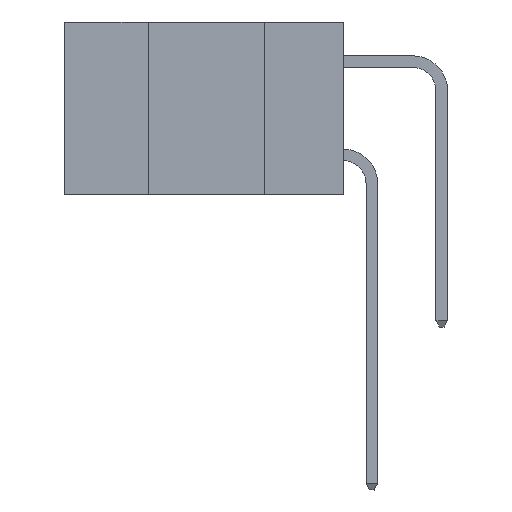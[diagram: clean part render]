
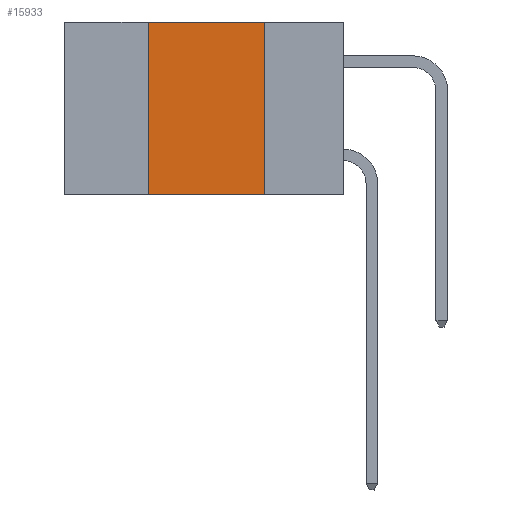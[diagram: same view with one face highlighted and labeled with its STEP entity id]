
A CAD part, left-side view. The second image highlights one B-rep face of the part: STEP entity #15933.
In plain terms, the highlighted planar face has unit normal (-1, 0, 0).
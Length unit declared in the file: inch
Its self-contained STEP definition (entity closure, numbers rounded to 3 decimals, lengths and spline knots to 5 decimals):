
#1764 = DIRECTION ( 'NONE',  ( 0., 0., 1. ) ) ;
#2265 = VECTOR ( 'NONE', #1764, 39.37008 ) ;
#4733 = EDGE_CURVE ( 'NONE', #16247, #14400, #16517, .T. ) ;
#5535 = VECTOR ( 'NONE', #10518, 39.37008 ) ;
#5732 = EDGE_CURVE ( 'NONE', #14886, #16247, #24258, .T. ) ;
#6211 = VECTOR ( 'NONE', #25341, 39.37008 ) ;
#6353 = PLANE ( 'NONE',  #17359 ) ;
#8160 = VECTOR ( 'NONE', #18618, 39.37008 ) ;
#8431 = DIRECTION ( 'NONE',  ( 0., 0., -1. ) ) ;
#10126 = CARTESIAN_POINT ( 'NONE',  ( 0., 0.42, -0.37 ) ) ;
#10140 = ORIENTED_EDGE ( 'NONE', *, *, #5732, .F. ) ;
#10180 = DIRECTION ( 'NONE',  ( 1., 0., 0. ) ) ;
#10518 = DIRECTION ( 'NONE',  ( 0., -1., 0. ) ) ;
#10650 = CARTESIAN_POINT ( 'NONE',  ( 0., 0.6, -0.37 ) ) ;
#11914 = FACE_OUTER_BOUND ( 'NONE', #12863, .T. ) ;
#12843 = EDGE_CURVE ( 'NONE', #14886, #14948, #21755, .T. ) ;
#12863 = EDGE_LOOP ( 'NONE', ( #20062, #13168, #10140, #22779 ) ) ;
#13168 = ORIENTED_EDGE ( 'NONE', *, *, #4733, .F. ) ;
#14400 = VERTEX_POINT ( 'NONE', #16048 ) ;
#14886 = VERTEX_POINT ( 'NONE', #10126 ) ;
#14948 = VERTEX_POINT ( 'NONE', #22986 ) ;
#15933 = ADVANCED_FACE ( 'NONE', ( #11914 ), #6353, .F. ) ;
#16048 = CARTESIAN_POINT ( 'NONE',  ( 0., 0.17, 0. ) ) ;
#16247 = VERTEX_POINT ( 'NONE', #18196 ) ;
#16517 = LINE ( 'NONE', #20498, #5535 ) ;
#17359 = AXIS2_PLACEMENT_3D ( 'NONE', #20744, #10180, #8431 ) ;
#18196 = CARTESIAN_POINT ( 'NONE',  ( 0., 0.42, 0. ) ) ;
#18618 = DIRECTION ( 'NONE',  ( 0., 0., -1. ) ) ;
#20062 = ORIENTED_EDGE ( 'NONE', *, *, #25561, .F. ) ;
#20498 = CARTESIAN_POINT ( 'NONE',  ( 0., 0.6, 0. ) ) ;
#20617 = CARTESIAN_POINT ( 'NONE',  ( 0., 0.17, 0. ) ) ;
#20744 = CARTESIAN_POINT ( 'NONE',  ( 0., 0.6, 0. ) ) ;
#21755 = LINE ( 'NONE', #10650, #6211 ) ;
#22738 = CARTESIAN_POINT ( 'NONE',  ( 0., 0.42, 0. ) ) ;
#22779 = ORIENTED_EDGE ( 'NONE', *, *, #12843, .T. ) ;
#22986 = CARTESIAN_POINT ( 'NONE',  ( 0., 0.17, -0.37 ) ) ;
#24035 = LINE ( 'NONE', #20617, #8160 ) ;
#24258 = LINE ( 'NONE', #22738, #2265 ) ;
#25341 = DIRECTION ( 'NONE',  ( 0., -1., 0. ) ) ;
#25561 = EDGE_CURVE ( 'NONE', #14400, #14948, #24035, .T. ) ;
